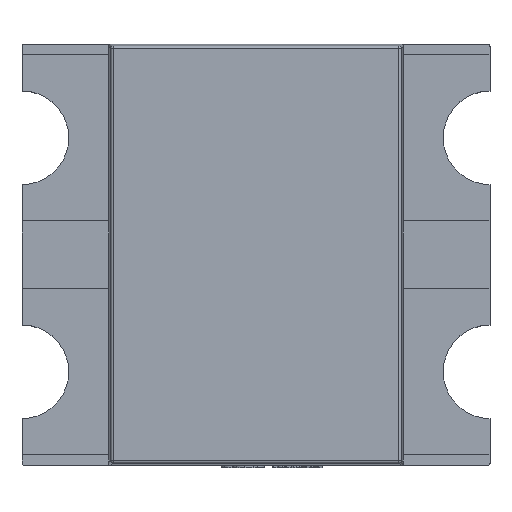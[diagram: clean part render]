
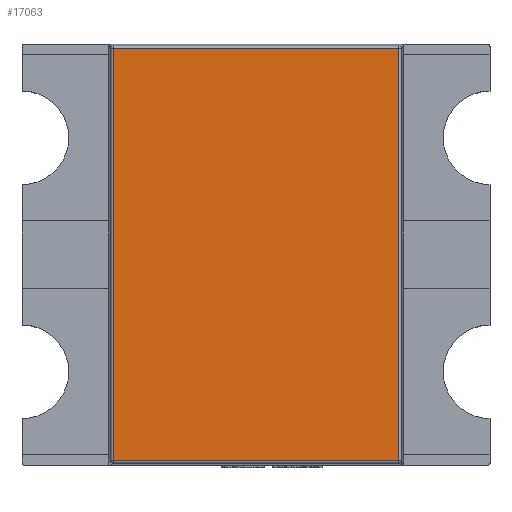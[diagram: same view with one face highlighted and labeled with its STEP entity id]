
A CAD part, top view. The second image highlights one B-rep face of the part: STEP entity #17063.
In plain terms, the highlighted planar face has unit normal (0, 0, 1).
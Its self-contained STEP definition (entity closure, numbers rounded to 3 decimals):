
#858 = LINE ( 'NONE', #3620, #9962 ) ;
#1092 = CARTESIAN_POINT ( 'NONE',  ( -0.611, -0.891, 0.8 ) ) ;
#1316 = VECTOR ( 'NONE', #14206, 1000. ) ;
#1652 = VERTEX_POINT ( 'NONE', #6394 ) ;
#2232 = DIRECTION ( 'NONE',  ( -1., 0., 0. ) ) ;
#2552 = LINE ( 'NONE', #1092, #14643 ) ;
#2627 = PLANE ( 'NONE',  #2850 ) ;
#2850 = AXIS2_PLACEMENT_3D ( 'NONE', #16459, #6407, #12040 ) ;
#2879 = CARTESIAN_POINT ( 'NONE',  ( 0.611, 0.891, 0.8 ) ) ;
#2969 = CARTESIAN_POINT ( 'NONE',  ( 0.621, -0.881, 0.8 ) ) ;
#3561 = VECTOR ( 'NONE', #17995, 1000. ) ;
#3620 = CARTESIAN_POINT ( 'NONE',  ( -0.621, 0.881, 0.8 ) ) ;
#4554 = LINE ( 'NONE', #2879, #1316 ) ;
#6394 = CARTESIAN_POINT ( 'NONE',  ( -0.611, 0.881, 0.8 ) ) ;
#6407 = DIRECTION ( 'NONE',  ( 0., 0., 1. ) ) ;
#6553 = EDGE_CURVE ( 'NONE', #16475, #12613, #4554, .T. ) ;
#6988 = ORIENTED_EDGE ( 'NONE', *, *, #13218, .T. ) ;
#7074 = DIRECTION ( 'NONE',  ( 0., -1., 0. ) ) ;
#7532 = EDGE_LOOP ( 'NONE', ( #6988, #7723, #17241, #16790 ) ) ;
#7723 = ORIENTED_EDGE ( 'NONE', *, *, #9321, .T. ) ;
#8441 = CARTESIAN_POINT ( 'NONE',  ( 0.611, 0.881, 0.8 ) ) ;
#9321 = EDGE_CURVE ( 'NONE', #9939, #16475, #13827, .T. ) ;
#9939 = VERTEX_POINT ( 'NONE', #12878 ) ;
#9962 = VECTOR ( 'NONE', #2232, 1000. ) ;
#12040 = DIRECTION ( 'NONE',  ( 1., 0., 0. ) ) ;
#12613 = VERTEX_POINT ( 'NONE', #8441 ) ;
#12878 = CARTESIAN_POINT ( 'NONE',  ( -0.611, -0.881, 0.8 ) ) ;
#13218 = EDGE_CURVE ( 'NONE', #1652, #9939, #2552, .T. ) ;
#13827 = LINE ( 'NONE', #2969, #3561 ) ;
#14206 = DIRECTION ( 'NONE',  ( 0., 1., 0. ) ) ;
#14643 = VECTOR ( 'NONE', #7074, 1000. ) ;
#14672 = EDGE_CURVE ( 'NONE', #12613, #1652, #858, .T. ) ;
#15257 = FACE_OUTER_BOUND ( 'NONE', #7532, .T. ) ;
#16240 = CARTESIAN_POINT ( 'NONE',  ( 0.611, -0.881, 0.8 ) ) ;
#16459 = CARTESIAN_POINT ( 'NONE',  ( 0., 0., 0.8 ) ) ;
#16475 = VERTEX_POINT ( 'NONE', #16240 ) ;
#16790 = ORIENTED_EDGE ( 'NONE', *, *, #14672, .T. ) ;
#17063 = ADVANCED_FACE ( 'NONE', ( #15257 ), #2627, .T. ) ;
#17241 = ORIENTED_EDGE ( 'NONE', *, *, #6553, .T. ) ;
#17995 = DIRECTION ( 'NONE',  ( 1., 0., 0. ) ) ;
